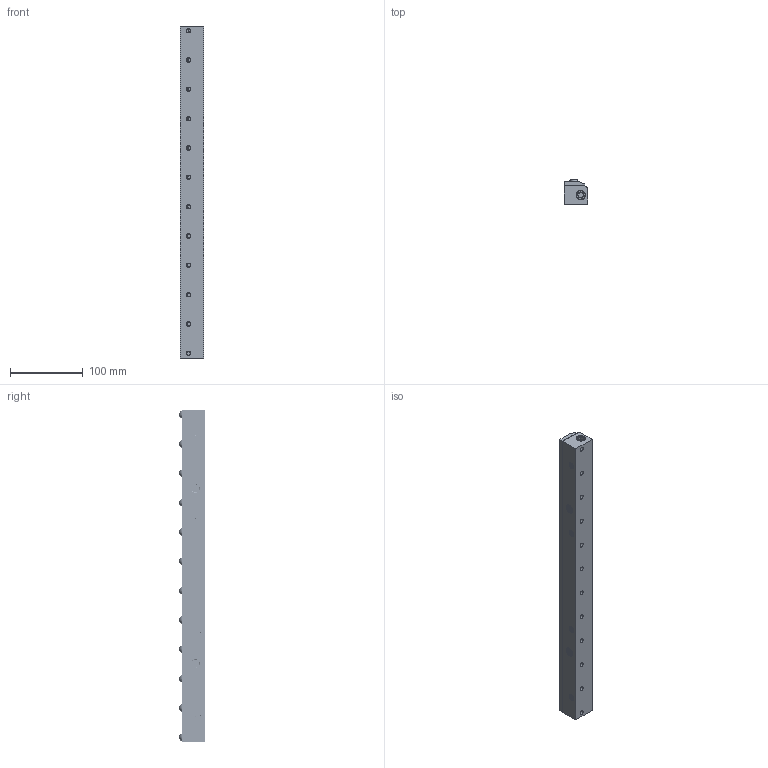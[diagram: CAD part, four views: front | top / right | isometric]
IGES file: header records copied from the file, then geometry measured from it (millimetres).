
Start section: SolidWorks IGES file using analytic representation for surfaces
Global section: file name: 10018.IGS; native system: SolidWorks 2020; preprocessor: SolidWorks 2020; author: andres; date: 240114.042719; units: inch
Bounding box: 31.75 x 34.54 x 457.2 mm (x, y, z)
Surface area: 103421 mm2 (no closed solid volume)
Topology: 0 solids, 0 shells, 716 faces, 11649 edges, 11624 vertices
Faces by surface type: revolution 383, bspline 333
